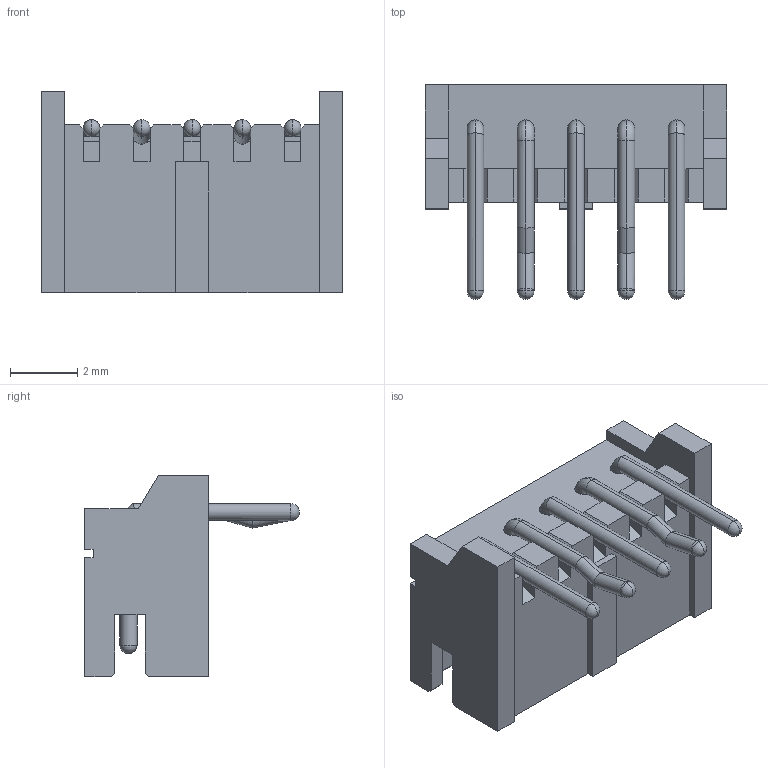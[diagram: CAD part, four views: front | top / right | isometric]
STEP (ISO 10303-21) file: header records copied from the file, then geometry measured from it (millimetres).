
FILE_DESCRIPTION((''),'2;1');
FILE_NAME('JS-1174R-05','2018-03-30T',('user'),(''),'CREO PARAMETRIC BY PTC INC, 2014350','CREO PARAMETRIC BY PTC INC, 2014350','');
FILE_SCHEMA(('CONFIG_CONTROL_DESIGN'));
Length unit declared in the file: millimetre
Products named in the file (1): JS-1174R-05
Bounding box: 9 x 6.4 x 6 mm (x, y, z)
Volume: 80.2 mm3; surface area: 354.9 mm2
Topology: 1 solids, 1 shells, 175 faces, 507 edges, 318 vertices
Faces by surface type: plane 108, cylinder 37, sphere 20, torus 10
Entity records: 5899 total; most frequent: CARTESIAN_POINT 1395, ORIENTED_EDGE 974, DIRECTION 862, EDGE_CURVE 487, VECTOR 350, LINE 350, VERTEX_POINT 318, AXIS2_PLACEMENT_3D 256
